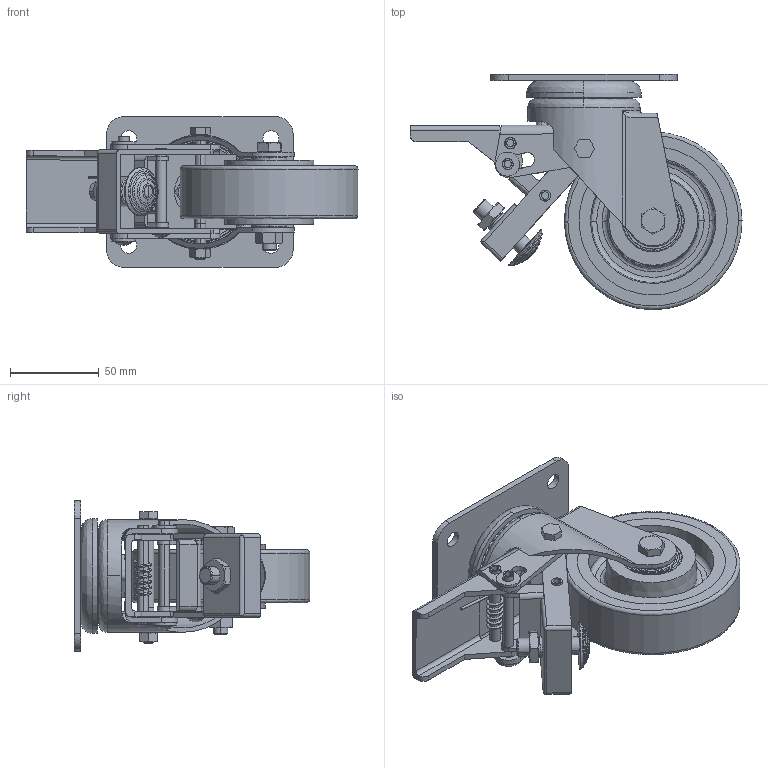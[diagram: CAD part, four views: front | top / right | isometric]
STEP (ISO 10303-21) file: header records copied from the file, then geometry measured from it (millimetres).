
FILE_DESCRIPTION (( 'STEP AP214' ), '1' );
FILE_NAME ('0012028.step', '2021-04-26T06:51:28', ( '' ), ( '' ), 'SwSTEP 2.0', 'SolidWorks 2020', '' );
FILE_SCHEMA (( 'AUTOMOTIVE_DESIGN' ));
Length unit declared in the file: millimetre
Products named in the file (1): 0012028
Bounding box: 186.93 x 132.47 x 85 mm (x, y, z)
Surface area: 187113.6 mm2 (no closed solid volume)
Topology: 0 solids, 75 shells, 865 faces, 2085 edges, 1259 vertices
Faces by surface type: plane 241, cylinder 231, bspline 226, cone 167
Entity records: 48685 total; most frequent: CARTESIAN_POINT 19718, DIRECTION 3906, ORIENTED_EDGE 3846, EDGE_CURVE 1941, AXIS2_PLACEMENT_3D 1635, VERTEX_POINT 1259, EDGE_LOOP 1008, CIRCLE 995
